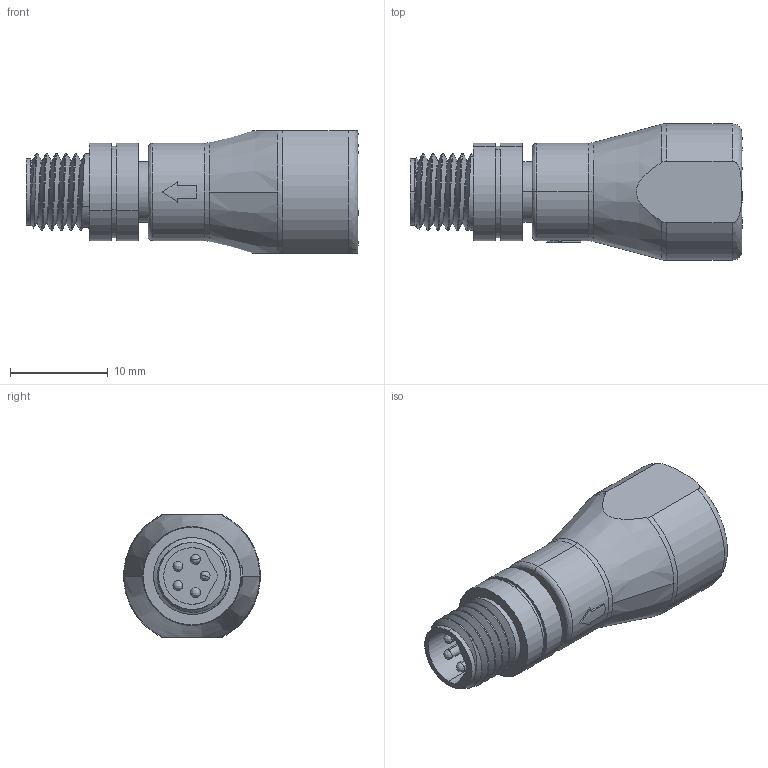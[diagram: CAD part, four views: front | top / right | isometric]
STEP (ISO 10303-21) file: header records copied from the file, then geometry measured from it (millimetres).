
FILE_DESCRIPTION (( 'STEP AP203' ), '1' );
FILE_NAME ('P57.STEP', '2020-03-30T08:13:19', ( 'edpusr' ), ( 'Microsoft' ), 'SwSTEP 2.0', 'SolidWorks 2015', '' );
FILE_SCHEMA (( 'CONFIG_CONTROL_DESIGN' ));
Length unit declared in the file: millimetre
Products named in the file (1): P57
Bounding box: 34 x 13.95 x 12.5 mm (x, y, z)
Volume: 3036.9 mm3; surface area: 2159.9 mm2
Topology: 1 solids, 1 shells, 327 faces, 948 edges, 625 vertices
Faces by surface type: cylinder 187, plane 110, bspline 23, cone 7
Entity records: 12691 total; most frequent: CARTESIAN_POINT 3896, ORIENTED_EDGE 1876, DIRECTION 1851, EDGE_CURVE 938, AXIS2_PLACEMENT_3D 703, VERTEX_POINT 625, LINE 445, VECTOR 445
